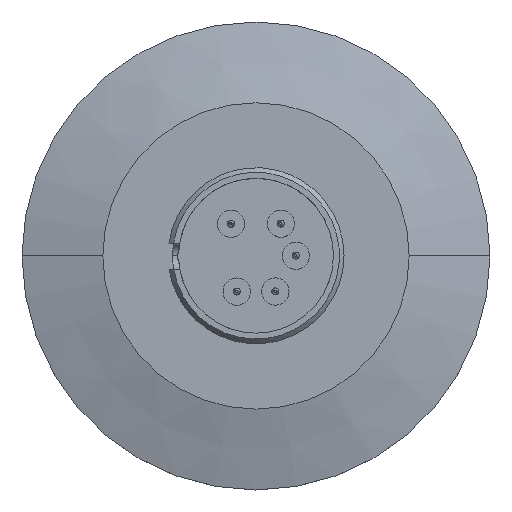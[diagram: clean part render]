
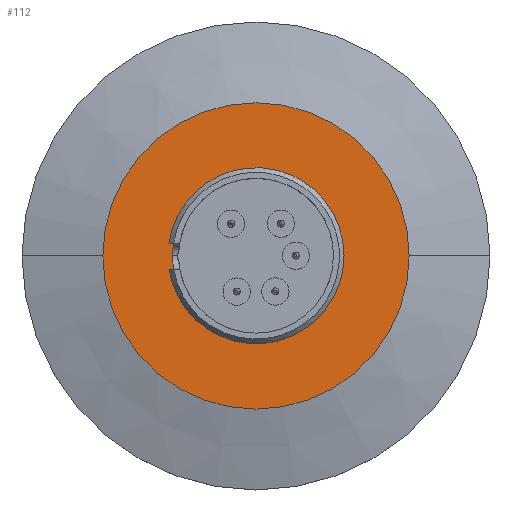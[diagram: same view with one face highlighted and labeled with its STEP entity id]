
A CAD part, top view. The second image highlights one B-rep face of the part: STEP entity #112.
In plain terms, the highlighted planar face has unit normal (0, 0, 1).
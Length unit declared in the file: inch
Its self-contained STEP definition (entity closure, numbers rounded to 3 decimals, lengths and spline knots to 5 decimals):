
#112 = ADVANCED_FACE ( 'NONE', ( #3421, #3418 ), #1000, .T. ) ;
#340 = ORIENTED_EDGE ( 'NONE', *, *, #1312, .T. ) ;
#371 = ORIENTED_EDGE ( 'NONE', *, *, #1373, .T. ) ;
#408 = ORIENTED_EDGE ( 'NONE', *, *, #1588, .T. ) ;
#612 = ORIENTED_EDGE ( 'NONE', *, *, #1617, .T. ) ;
#649 = DIRECTION ( 'NONE',  ( 1., 0., 0. ) ) ;
#653 = DIRECTION ( 'NONE',  ( 0., 0., -1. ) ) ;
#655 = CARTESIAN_POINT ( 'NONE',  ( 0., 0., 0.2 ) ) ;
#990 = DIRECTION ( 'NONE',  ( 1., 0., 0. ) ) ;
#993 = DIRECTION ( 'NONE',  ( 0., 0., 1. ) ) ;
#1000 = PLANE ( 'NONE',  #2645 ) ;
#1008 = CARTESIAN_POINT ( 'NONE',  ( 0., 0., 0.2 ) ) ;
#1012 = DIRECTION ( 'NONE',  ( 1., 0., 0. ) ) ;
#1013 = DIRECTION ( 'NONE',  ( 0., 0., 1. ) ) ;
#1014 = CARTESIAN_POINT ( 'NONE',  ( 0., 0., 0.2 ) ) ;
#1312 = EDGE_CURVE ( 'NONE', #3635, #3789, #3369, .T. ) ;
#1373 = EDGE_CURVE ( 'NONE', #3680, #3726, #3298, .T. ) ;
#1588 = EDGE_CURVE ( 'NONE', #3726, #3680, #2843, .T. ) ;
#1617 = EDGE_CURVE ( 'NONE', #3789, #3635, #2762, .T. ) ;
#1885 = DIRECTION ( 'NONE',  ( 1., 0., 0. ) ) ;
#1887 = DIRECTION ( 'NONE',  ( 0., 0., -1. ) ) ;
#1890 = CARTESIAN_POINT ( 'NONE',  ( 0., 0., 0.2 ) ) ;
#2065 = DIRECTION ( 'NONE',  ( 1., 0., 0. ) ) ;
#2066 = DIRECTION ( 'NONE',  ( 0., 0., 1. ) ) ;
#2068 = CARTESIAN_POINT ( 'NONE',  ( 0., 0., 0.2 ) ) ;
#2645 = AXIS2_PLACEMENT_3D ( 'NONE', #1008, #993, #990 ) ;
#2656 = AXIS2_PLACEMENT_3D ( 'NONE', #655, #653, #649 ) ;
#2762 = CIRCLE ( 'NONE', #2924, 0.3735 ) ;
#2843 = CIRCLE ( 'NONE', #2952, 0.707 ) ;
#2924 = AXIS2_PLACEMENT_3D ( 'NONE', #1890, #1887, #1885 ) ;
#2952 = AXIS2_PLACEMENT_3D ( 'NONE', #2068, #2066, #2065 ) ;
#2990 = CARTESIAN_POINT ( 'NONE',  ( 0.3735, 0., 0.2 ) ) ;
#3054 = CARTESIAN_POINT ( 'NONE',  ( -0.707, 0., 0.2 ) ) ;
#3100 = CARTESIAN_POINT ( 'NONE',  ( 0.707, 0., 0.2 ) ) ;
#3140 = CARTESIAN_POINT ( 'NONE',  ( -0.3735, 0., 0.2 ) ) ;
#3298 = CIRCLE ( 'NONE', #4249, 0.707 ) ;
#3369 = CIRCLE ( 'NONE', #2656, 0.3735 ) ;
#3418 = FACE_OUTER_BOUND ( 'NONE', #3919, .T. ) ;
#3421 = FACE_BOUND ( 'NONE', #3920, .T. ) ;
#3635 = VERTEX_POINT ( 'NONE', #3140 ) ;
#3680 = VERTEX_POINT ( 'NONE', #3100 ) ;
#3726 = VERTEX_POINT ( 'NONE', #3054 ) ;
#3789 = VERTEX_POINT ( 'NONE', #2990 ) ;
#3919 = EDGE_LOOP ( 'NONE', ( #408, #371 ) ) ;
#3920 = EDGE_LOOP ( 'NONE', ( #612, #340 ) ) ;
#4249 = AXIS2_PLACEMENT_3D ( 'NONE', #1014, #1013, #1012 ) ;
